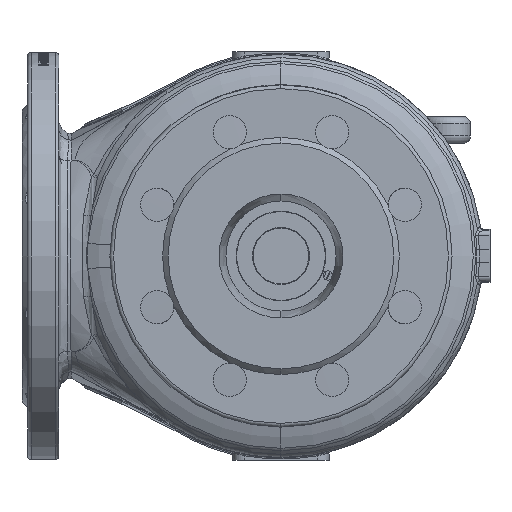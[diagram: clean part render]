
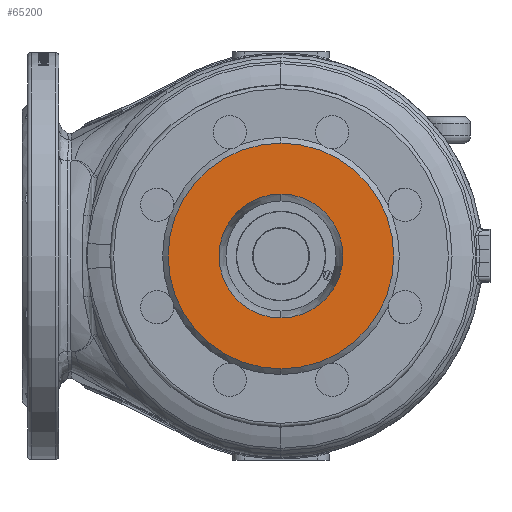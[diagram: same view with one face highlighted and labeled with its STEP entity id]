
A CAD part, front view. The second image highlights one B-rep face of the part: STEP entity #65200.
In plain terms, the highlighted planar face has unit normal (0, -1, 0).
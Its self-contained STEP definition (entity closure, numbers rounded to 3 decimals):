
#10127 = AXIS2_PLACEMENT_3D ( 'NONE', #153411, #38293, #25903 ) ;
#21546 = AXIS2_PLACEMENT_3D ( 'NONE', #55917, #42513, #142466 ) ;
#22305 = CIRCLE ( 'NONE', #10127, 33.5 ) ;
#25903 = DIRECTION ( 'NONE',  ( 0., 0., -1. ) ) ;
#38293 = DIRECTION ( 'NONE',  ( 0., -1., 0. ) ) ;
#42513 = DIRECTION ( 'NONE',  ( 0., -1., 0. ) ) ;
#45386 = EDGE_CURVE ( 'NONE', #88363, #103498, #142662, .T. ) ;
#45995 = DIRECTION ( 'NONE',  ( 0., 1., 0. ) ) ;
#55917 = CARTESIAN_POINT ( 'NONE',  ( 0., -170., 0. ) ) ;
#65102 = CARTESIAN_POINT ( 'NONE',  ( 0., -170., 0. ) ) ;
#65200 = ADVANCED_FACE ( 'NONE', ( #113025, #115862 ), #84478, .T. ) ;
#66027 = VERTEX_POINT ( 'NONE', #179231 ) ;
#70622 = VERTEX_POINT ( 'NONE', #98131 ) ;
#75908 = AXIS2_PLACEMENT_3D ( 'NONE', #174502, #45995, #160183 ) ;
#84478 = PLANE ( 'NONE',  #21546 ) ;
#86677 = EDGE_CURVE ( 'NONE', #103498, #88363, #142309, .T. ) ;
#88363 = VERTEX_POINT ( 'NONE', #184649 ) ;
#92079 = EDGE_CURVE ( 'NONE', #66027, #70622, #22305, .T. ) ;
#98131 = CARTESIAN_POINT ( 'NONE',  ( 0., -170., 33.5 ) ) ;
#103498 = VERTEX_POINT ( 'NONE', #120225 ) ;
#106259 = ORIENTED_EDGE ( 'NONE', *, *, #45386, .F. ) ;
#109196 = ORIENTED_EDGE ( 'NONE', *, *, #168677, .F. ) ;
#109534 = DIRECTION ( 'NONE',  ( 0., 1., 0. ) ) ;
#110116 = CIRCLE ( 'NONE', #119257, 33.5 ) ;
#111885 = EDGE_LOOP ( 'NONE', ( #106259, #129083 ) ) ;
#113025 = FACE_BOUND ( 'NONE', #162031, .T. ) ;
#115862 = FACE_OUTER_BOUND ( 'NONE', #111885, .T. ) ;
#119257 = AXIS2_PLACEMENT_3D ( 'NONE', #65102, #135559, #121333 ) ;
#120225 = CARTESIAN_POINT ( 'NONE',  ( 0., -170., -61. ) ) ;
#121333 = DIRECTION ( 'NONE',  ( 0., 0., -1. ) ) ;
#129083 = ORIENTED_EDGE ( 'NONE', *, *, #86677, .F. ) ;
#135559 = DIRECTION ( 'NONE',  ( 0., -1., 0. ) ) ;
#139008 = CARTESIAN_POINT ( 'NONE',  ( 0., -170., 0. ) ) ;
#142309 = CIRCLE ( 'NONE', #175732, 61. ) ;
#142466 = DIRECTION ( 'NONE',  ( 0., 0., -1. ) ) ;
#142662 = CIRCLE ( 'NONE', #75908, 61. ) ;
#153411 = CARTESIAN_POINT ( 'NONE',  ( 0., -170., 0. ) ) ;
#160183 = DIRECTION ( 'NONE',  ( 0., 0., 1. ) ) ;
#162031 = EDGE_LOOP ( 'NONE', ( #109196, #165673 ) ) ;
#165673 = ORIENTED_EDGE ( 'NONE', *, *, #92079, .F. ) ;
#168677 = EDGE_CURVE ( 'NONE', #70622, #66027, #110116, .T. ) ;
#174502 = CARTESIAN_POINT ( 'NONE',  ( 0., -170., 0. ) ) ;
#175732 = AXIS2_PLACEMENT_3D ( 'NONE', #139008, #109534, #183637 ) ;
#179231 = CARTESIAN_POINT ( 'NONE',  ( 0., -170., -33.5 ) ) ;
#183637 = DIRECTION ( 'NONE',  ( 0., 0., 1. ) ) ;
#184649 = CARTESIAN_POINT ( 'NONE',  ( 0., -170., 61. ) ) ;
